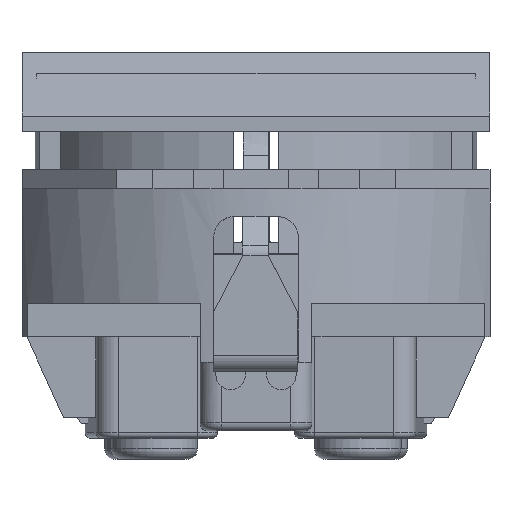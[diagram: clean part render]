
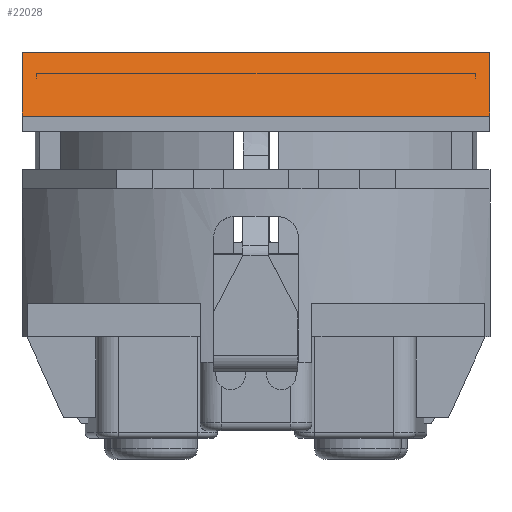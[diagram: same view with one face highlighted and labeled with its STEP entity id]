
A CAD part, front view. The second image highlights one B-rep face of the part: STEP entity #22028.
In plain terms, the highlighted planar face has unit normal (0, -0.97, 0.242).
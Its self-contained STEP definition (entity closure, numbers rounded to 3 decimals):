
#18221=DIRECTION('',(-1.,0.,0.));
#18222=VECTOR('',#18221,44.3);
#18223=CARTESIAN_POINT('',(-4.61,-4.579,9.));
#18224=LINE('',#18223,#18222);
#18460=DIRECTION('',(0.,-0.243,-0.97));
#18461=VECTOR('',#18460,6.185);
#18462=CARTESIAN_POINT('',(-48.91,-4.579,9.));
#18463=LINE('',#18462,#18461);
#18595=DIRECTION('',(-1.,0.,0.));
#18596=VECTOR('',#18595,44.3);
#18597=CARTESIAN_POINT('',(-4.61,-6.079,3.));
#18598=LINE('',#18597,#18596);
#18623=DIRECTION('',(0.,0.243,0.97));
#18624=VECTOR('',#18623,6.185);
#18625=CARTESIAN_POINT('',(-4.61,-6.079,3.));
#18626=LINE('',#18625,#18624);
#21159=CARTESIAN_POINT('',(-4.61,-4.579,9.));
#21160=VERTEX_POINT('',#21159);
#21161=CARTESIAN_POINT('',(-48.91,-4.579,9.));
#21162=VERTEX_POINT('',#21161);
#21252=CARTESIAN_POINT('',(-48.91,-6.079,3.));
#21253=VERTEX_POINT('',#21252);
#21286=CARTESIAN_POINT('',(-4.61,-6.079,3.));
#21287=VERTEX_POINT('',#21286);
#22016=CARTESIAN_POINT('',(-26.76,-5.329,6.));
#22017=DIRECTION('',(0.,-0.97,0.243));
#22018=DIRECTION('',(0.,-0.243,-0.97));
#22019=AXIS2_PLACEMENT_3D('',#22016,#22017,#22018);
#22020=PLANE('',#22019);
#22022=ORIENTED_EDGE('',*,*,#22021,.F.);
#22023=ORIENTED_EDGE('',*,*,#22002,.T.);
#22024=ORIENTED_EDGE('',*,*,#21845,.F.);
#22025=ORIENTED_EDGE('',*,*,#21691,.F.);
#22026=EDGE_LOOP('',(#22022,#22023,#22024,#22025));
#22027=FACE_OUTER_BOUND('',#22026,.F.);
#21691=EDGE_CURVE('',#21160,#21162,#18224,.T.);
#21845=EDGE_CURVE('',#21162,#21253,#18463,.T.);
#22002=EDGE_CURVE('',#21287,#21253,#18598,.T.);
#22021=EDGE_CURVE('',#21287,#21160,#18626,.T.);
#22028=ADVANCED_FACE('',(#22027),#22020,.T.);
